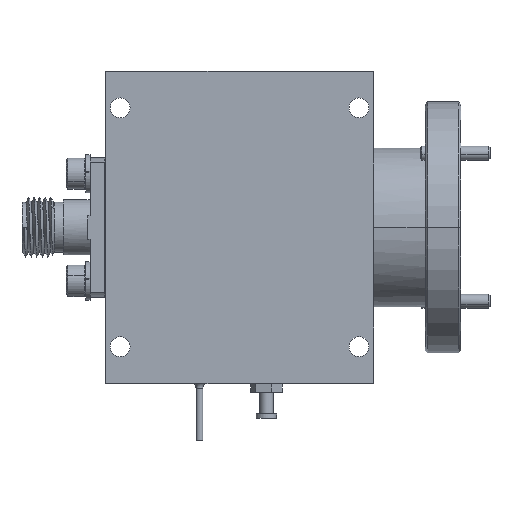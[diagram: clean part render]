
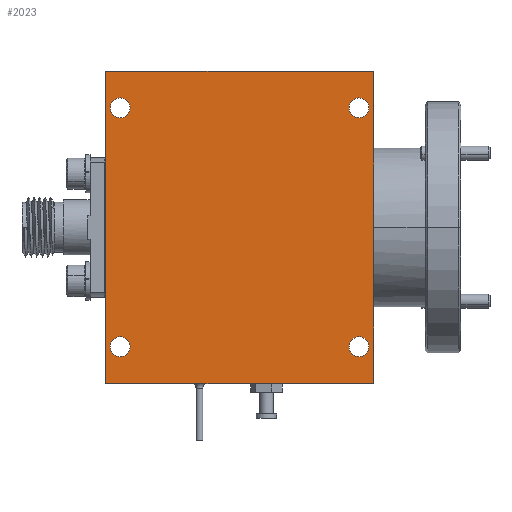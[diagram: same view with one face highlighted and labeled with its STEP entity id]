
A CAD part, front view. The second image highlights one B-rep face of the part: STEP entity #2023.
In plain terms, the highlighted planar face has unit normal (0, -1, 0).
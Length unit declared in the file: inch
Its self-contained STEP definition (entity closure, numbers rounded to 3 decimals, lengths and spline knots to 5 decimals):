
#81 = EDGE_CURVE ( 'NONE', #13937, #7708, #916, .T. ) ;
#285 = VECTOR ( 'NONE', #2873, 39.37008 ) ;
#431 = CIRCLE ( 'NONE', #1614, 0.0445 ) ;
#525 = CARTESIAN_POINT ( 'NONE',  ( 0.535, 0., -0.5795 ) ) ;
#534 = ORIENTED_EDGE ( 'NONE', *, *, #14477, .F. ) ;
#645 = VERTEX_POINT ( 'NONE', #6542 ) ;
#657 = VERTEX_POINT ( 'NONE', #1928 ) ;
#840 = DIRECTION ( 'NONE',  ( 0., 0., 1. ) ) ;
#916 = CIRCLE ( 'NONE', #12457, 0.0445 ) ;
#1004 = ORIENTED_EDGE ( 'NONE', *, *, #8389, .F. ) ;
#1091 = CIRCLE ( 'NONE', #5307, 0.0445 ) ;
#1161 = VERTEX_POINT ( 'NONE', #9476 ) ;
#1505 = DIRECTION ( 'NONE',  ( 0., 0., 1. ) ) ;
#1614 = AXIS2_PLACEMENT_3D ( 'NONE', #12947, #6221, #8647 ) ;
#1697 = LINE ( 'NONE', #14363, #285 ) ;
#1740 = DIRECTION ( 'NONE',  ( 0., 0., 1. ) ) ;
#1928 = CARTESIAN_POINT ( 'NONE',  ( 0.6, 0., -0.25204 ) ) ;
#2023 = ADVANCED_FACE ( 'NONE', ( #2987, #11978, #8715, #6222, #5317 ), #7543, .F. ) ;
#2091 = CARTESIAN_POINT ( 'NONE',  ( 0.535, 0., -0.4905 ) ) ;
#2217 = CARTESIAN_POINT ( 'NONE',  ( 0.6, 0., -0.7 ) ) ;
#2249 = ORIENTED_EDGE ( 'NONE', *, *, #5680, .T. ) ;
#2258 = DIRECTION ( 'NONE',  ( 0., 1., 0. ) ) ;
#2412 = CARTESIAN_POINT ( 'NONE',  ( 0.535, 0., 0.535 ) ) ;
#2454 = CARTESIAN_POINT ( 'NONE',  ( 0.6, 0., 0.7 ) ) ;
#2484 = DIRECTION ( 'NONE',  ( 1., 0., 0. ) ) ;
#2516 = CARTESIAN_POINT ( 'NONE',  ( 0.6, 0., -0.7 ) ) ;
#2727 = ORIENTED_EDGE ( 'NONE', *, *, #7017, .T. ) ;
#2742 = DIRECTION ( 'NONE',  ( 0., 1., 0. ) ) ;
#2747 = CARTESIAN_POINT ( 'NONE',  ( 0.535, 0., -0.535 ) ) ;
#2873 = DIRECTION ( 'NONE',  ( 0., 0., -1. ) ) ;
#2876 = VECTOR ( 'NONE', #3315, 39.37008 ) ;
#2987 = FACE_OUTER_BOUND ( 'NONE', #14306, .T. ) ;
#3057 = VECTOR ( 'NONE', #3630, 39.37008 ) ;
#3315 = DIRECTION ( 'NONE',  ( -1., 0., 0. ) ) ;
#3462 = LINE ( 'NONE', #2217, #2876 ) ;
#3488 = DIRECTION ( 'NONE',  ( 0., 1., 0. ) ) ;
#3574 = VECTOR ( 'NONE', #3875, 39.37008 ) ;
#3630 = DIRECTION ( 'NONE',  ( 0., 0., -1. ) ) ;
#3730 = LINE ( 'NONE', #12655, #11332 ) ;
#3837 = EDGE_CURVE ( 'NONE', #5022, #10205, #3462, .T. ) ;
#3875 = DIRECTION ( 'NONE',  ( 0., 0., -1. ) ) ;
#3914 = DIRECTION ( 'NONE',  ( 0., 0., 1. ) ) ;
#4045 = EDGE_CURVE ( 'NONE', #657, #5022, #1697, .T. ) ;
#4316 = VERTEX_POINT ( 'NONE', #4681 ) ;
#4588 = VERTEX_POINT ( 'NONE', #8044 ) ;
#4681 = CARTESIAN_POINT ( 'NONE',  ( -0.535, 0., -0.4905 ) ) ;
#4891 = CARTESIAN_POINT ( 'NONE',  ( -0.6, 0., -0.7 ) ) ;
#4962 = DIRECTION ( 'NONE',  ( 0., 0., 1. ) ) ;
#4985 = CIRCLE ( 'NONE', #8746, 0.0445 ) ;
#5022 = VERTEX_POINT ( 'NONE', #2516 ) ;
#5152 = DIRECTION ( 'NONE',  ( 0., 1., 0. ) ) ;
#5307 = AXIS2_PLACEMENT_3D ( 'NONE', #2412, #2258, #6737 ) ;
#5317 = FACE_BOUND ( 'NONE', #11103, .T. ) ;
#5361 = VECTOR ( 'NONE', #7226, 39.37008 ) ;
#5400 = EDGE_LOOP ( 'NONE', ( #2249, #6921 ) ) ;
#5492 = EDGE_LOOP ( 'NONE', ( #7695, #13119 ) ) ;
#5680 = EDGE_CURVE ( 'NONE', #7708, #13937, #4985, .T. ) ;
#5824 = LINE ( 'NONE', #2454, #3057 ) ;
#6115 = DIRECTION ( 'NONE',  ( 0., 0., 1. ) ) ;
#6214 = DIRECTION ( 'NONE',  ( 0., 1., 0. ) ) ;
#6221 = DIRECTION ( 'NONE',  ( 0., 1., 0. ) ) ;
#6222 = FACE_BOUND ( 'NONE', #5492, .T. ) ;
#6488 = EDGE_CURVE ( 'NONE', #645, #12687, #1091, .T. ) ;
#6527 = AXIS2_PLACEMENT_3D ( 'NONE', #2747, #5152, #3914 ) ;
#6542 = CARTESIAN_POINT ( 'NONE',  ( 0.535, 0., 0.4905 ) ) ;
#6671 = ORIENTED_EDGE ( 'NONE', *, *, #6488, .T. ) ;
#6737 = DIRECTION ( 'NONE',  ( 0., 0., 1. ) ) ;
#6921 = ORIENTED_EDGE ( 'NONE', *, *, #81, .T. ) ;
#7017 = EDGE_CURVE ( 'NONE', #12687, #645, #11229, .T. ) ;
#7024 = CARTESIAN_POINT ( 'NONE',  ( -0.535, 0., 0.4905 ) ) ;
#7226 = DIRECTION ( 'NONE',  ( 0., 0., 1. ) ) ;
#7269 = CIRCLE ( 'NONE', #8667, 0.0445 ) ;
#7533 = CARTESIAN_POINT ( 'NONE',  ( -0.535, 0., 0.535 ) ) ;
#7543 = PLANE ( 'NONE',  #9058 ) ;
#7695 = ORIENTED_EDGE ( 'NONE', *, *, #13754, .T. ) ;
#7708 = VERTEX_POINT ( 'NONE', #13773 ) ;
#7840 = ORIENTED_EDGE ( 'NONE', *, *, #3837, .F. ) ;
#7913 = ORIENTED_EDGE ( 'NONE', *, *, #14561, .F. ) ;
#7929 = EDGE_CURVE ( 'NONE', #8411, #11172, #431, .T. ) ;
#8044 = CARTESIAN_POINT ( 'NONE',  ( -0.6, 0., 0.7 ) ) ;
#8389 = EDGE_CURVE ( 'NONE', #10205, #4588, #8475, .T. ) ;
#8411 = VERTEX_POINT ( 'NONE', #525 ) ;
#8442 = DIRECTION ( 'NONE',  ( 1., 0., 0. ) ) ;
#8464 = EDGE_CURVE ( 'NONE', #13077, #4316, #7269, .T. ) ;
#8475 = LINE ( 'NONE', #9653, #5361 ) ;
#8647 = DIRECTION ( 'NONE',  ( 0., 0., 1. ) ) ;
#8667 = AXIS2_PLACEMENT_3D ( 'NONE', #13954, #2742, #6115 ) ;
#8715 = FACE_BOUND ( 'NONE', #5400, .T. ) ;
#8746 = AXIS2_PLACEMENT_3D ( 'NONE', #9687, #13150, #1740 ) ;
#9058 = AXIS2_PLACEMENT_3D ( 'NONE', #12048, #10727, #8442 ) ;
#9302 = ORIENTED_EDGE ( 'NONE', *, *, #11283, .F. ) ;
#9452 = CARTESIAN_POINT ( 'NONE',  ( 0.6, 0., 0.25204 ) ) ;
#9476 = CARTESIAN_POINT ( 'NONE',  ( 0.6, 0., 0.7 ) ) ;
#9482 = LINE ( 'NONE', #13988, #3574 ) ;
#9653 = CARTESIAN_POINT ( 'NONE',  ( -0.6, 0., 0.7 ) ) ;
#9687 = CARTESIAN_POINT ( 'NONE',  ( -0.535, 0., 0.535 ) ) ;
#9717 = EDGE_CURVE ( 'NONE', #11172, #8411, #14331, .T. ) ;
#9929 = AXIS2_PLACEMENT_3D ( 'NONE', #10723, #14126, #840 ) ;
#10004 = CARTESIAN_POINT ( 'NONE',  ( -0.535, 0., -0.5795 ) ) ;
#10199 = CARTESIAN_POINT ( 'NONE',  ( 0.535, 0., 0.535 ) ) ;
#10205 = VERTEX_POINT ( 'NONE', #4891 ) ;
#10723 = CARTESIAN_POINT ( 'NONE',  ( -0.535, 0., -0.535 ) ) ;
#10727 = DIRECTION ( 'NONE',  ( 0., 1., 0. ) ) ;
#11103 = EDGE_LOOP ( 'NONE', ( #2727, #6671 ) ) ;
#11172 = VERTEX_POINT ( 'NONE', #2091 ) ;
#11229 = CIRCLE ( 'NONE', #12893, 0.0445 ) ;
#11283 = EDGE_CURVE ( 'NONE', #12553, #657, #5824, .T. ) ;
#11332 = VECTOR ( 'NONE', #2484, 39.37008 ) ;
#11978 = FACE_BOUND ( 'NONE', #12296, .T. ) ;
#12041 = ORIENTED_EDGE ( 'NONE', *, *, #9717, .T. ) ;
#12048 = CARTESIAN_POINT ( 'NONE',  ( 0., 0., 0. ) ) ;
#12296 = EDGE_LOOP ( 'NONE', ( #12041, #14359 ) ) ;
#12457 = AXIS2_PLACEMENT_3D ( 'NONE', #7533, #6214, #4962 ) ;
#12553 = VERTEX_POINT ( 'NONE', #9452 ) ;
#12655 = CARTESIAN_POINT ( 'NONE',  ( 0.6, 0., 0.7 ) ) ;
#12687 = VERTEX_POINT ( 'NONE', #13344 ) ;
#12893 = AXIS2_PLACEMENT_3D ( 'NONE', #10199, #3488, #1505 ) ;
#12947 = CARTESIAN_POINT ( 'NONE',  ( 0.535, 0., -0.535 ) ) ;
#13077 = VERTEX_POINT ( 'NONE', #10004 ) ;
#13119 = ORIENTED_EDGE ( 'NONE', *, *, #8464, .T. ) ;
#13150 = DIRECTION ( 'NONE',  ( 0., 1., 0. ) ) ;
#13344 = CARTESIAN_POINT ( 'NONE',  ( 0.535, 0., 0.5795 ) ) ;
#13754 = EDGE_CURVE ( 'NONE', #4316, #13077, #14414, .T. ) ;
#13773 = CARTESIAN_POINT ( 'NONE',  ( -0.535, 0., 0.5795 ) ) ;
#13828 = ORIENTED_EDGE ( 'NONE', *, *, #4045, .F. ) ;
#13937 = VERTEX_POINT ( 'NONE', #7024 ) ;
#13954 = CARTESIAN_POINT ( 'NONE',  ( -0.535, 0., -0.535 ) ) ;
#13988 = CARTESIAN_POINT ( 'NONE',  ( 0.6, 0., 0.7 ) ) ;
#14126 = DIRECTION ( 'NONE',  ( 0., 1., 0. ) ) ;
#14306 = EDGE_LOOP ( 'NONE', ( #1004, #7840, #13828, #9302, #7913, #534 ) ) ;
#14331 = CIRCLE ( 'NONE', #6527, 0.0445 ) ;
#14359 = ORIENTED_EDGE ( 'NONE', *, *, #7929, .T. ) ;
#14363 = CARTESIAN_POINT ( 'NONE',  ( 0.6, 0., 0.7 ) ) ;
#14414 = CIRCLE ( 'NONE', #9929, 0.0445 ) ;
#14477 = EDGE_CURVE ( 'NONE', #4588, #1161, #3730, .T. ) ;
#14561 = EDGE_CURVE ( 'NONE', #1161, #12553, #9482, .T. ) ;
